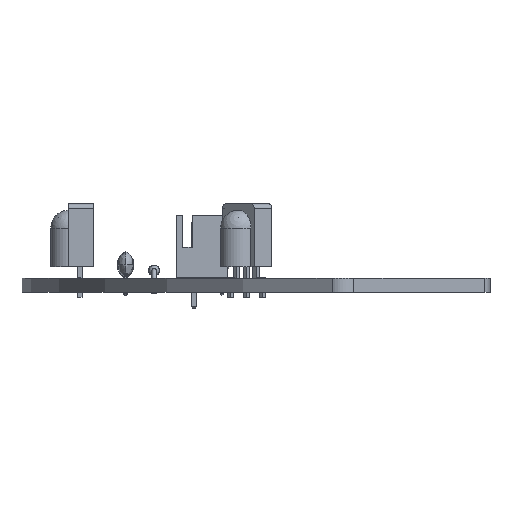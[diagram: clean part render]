
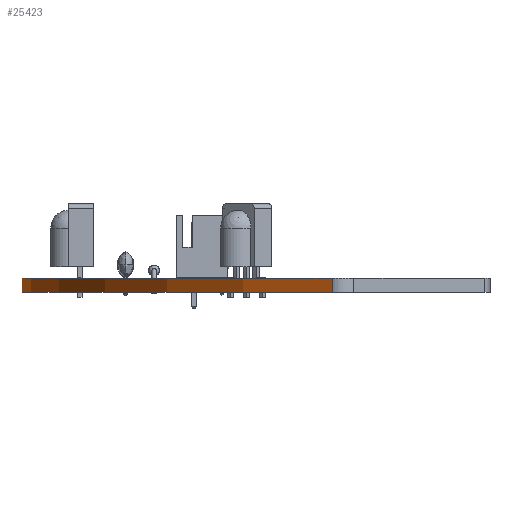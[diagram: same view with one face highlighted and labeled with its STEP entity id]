
A CAD part, left-side view. The second image highlights one B-rep face of the part: STEP entity #25423.
In plain terms, the highlighted cylindrical face has radius 70 mm (diameter 140 mm), a partial arc.
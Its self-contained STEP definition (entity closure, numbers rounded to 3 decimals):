
#23011 = PLANE('',#23012);
#23012 = AXIS2_PLACEMENT_3D('',#23013,#23014,#23015);
#23013 = CARTESIAN_POINT('',(0.,43.022,1.6));
#23014 = DIRECTION('',(0.,0.,1.));
#23015 = DIRECTION('',(1.,0.,-0.));
#23066 = PLANE('',#23067);
#23067 = AXIS2_PLACEMENT_3D('',#23068,#23069,#23070);
#23068 = CARTESIAN_POINT('',(0.,43.022,0.));
#23069 = DIRECTION('',(0.,0.,1.));
#23070 = DIRECTION('',(1.,0.,-0.));
#23121 = CYLINDRICAL_SURFACE('',#23122,2.);
#23122 = AXIS2_PLACEMENT_3D('',#23123,#23124,#23125);
#23123 = CARTESIAN_POINT('',(-58.708,34.313,0.));
#23124 = DIRECTION('',(-0.,-0.,-1.));
#23125 = DIRECTION('',(1.,0.,-0.));
#23290 = VERTEX_POINT('',#23291);
#23291 = CARTESIAN_POINT('',(60.435,35.322,0.));
#23306 = CYLINDRICAL_SURFACE('',#23307,2.);
#23307 = AXIS2_PLACEMENT_3D('',#23308,#23309,#23310);
#23308 = CARTESIAN_POINT('',(58.708,34.313,0.));
#23309 = DIRECTION('',(-0.,-0.,-1.));
#23310 = DIRECTION('',(1.,0.,-0.));
#23318 = EDGE_CURVE('',#23290,#23319,#23321,.T.);
#23319 = VERTEX_POINT('',#23320);
#23320 = CARTESIAN_POINT('',(-60.435,35.322,0.));
#23321 = SURFACE_CURVE('',#23322,(#23327,#23334),.PCURVE_S1.);
#23322 = CIRCLE('',#23323,70.);
#23323 = AXIS2_PLACEMENT_3D('',#23324,#23325,#23326);
#23324 = CARTESIAN_POINT('',(0.,0.,0.));
#23325 = DIRECTION('',(0.,0.,1.));
#23326 = DIRECTION('',(1.,0.,-0.));
#23327 = PCURVE('',#23066,#23328);
#23328 = DEFINITIONAL_REPRESENTATION('',(#23329),#23333);
#23329 = CIRCLE('',#23330,70.);
#23330 = AXIS2_PLACEMENT_2D('',#23331,#23332);
#23331 = CARTESIAN_POINT('',(0.,-43.022));
#23332 = DIRECTION('',(1.,0.));
#23333 = ( GEOMETRIC_REPRESENTATION_CONTEXT(2) 
PARAMETRIC_REPRESENTATION_CONTEXT() REPRESENTATION_CONTEXT('2D SPACE',''
  ) );
#23334 = PCURVE('',#23335,#23340);
#23335 = CYLINDRICAL_SURFACE('',#23336,70.);
#23336 = AXIS2_PLACEMENT_3D('',#23337,#23338,#23339);
#23337 = CARTESIAN_POINT('',(0.,0.,0.));
#23338 = DIRECTION('',(-0.,-0.,-1.));
#23339 = DIRECTION('',(1.,0.,-0.));
#23340 = DEFINITIONAL_REPRESENTATION('',(#23341),#23345);
#23341 = LINE('',#23342,#23343);
#23342 = CARTESIAN_POINT('',(-0.,0.));
#23343 = VECTOR('',#23344,1.);
#23344 = DIRECTION('',(-1.,0.));
#23345 = ( GEOMETRIC_REPRESENTATION_CONTEXT(2) 
PARAMETRIC_REPRESENTATION_CONTEXT() REPRESENTATION_CONTEXT('2D SPACE',''
  ) );
#24444 = VERTEX_POINT('',#24445);
#24445 = CARTESIAN_POINT('',(60.435,35.322,1.6));
#24467 = EDGE_CURVE('',#24444,#24468,#24470,.T.);
#24468 = VERTEX_POINT('',#24469);
#24469 = CARTESIAN_POINT('',(-60.435,35.322,1.6));
#24470 = SURFACE_CURVE('',#24471,(#24476,#24483),.PCURVE_S1.);
#24471 = CIRCLE('',#24472,70.);
#24472 = AXIS2_PLACEMENT_3D('',#24473,#24474,#24475);
#24473 = CARTESIAN_POINT('',(0.,0.,1.6));
#24474 = DIRECTION('',(0.,0.,1.));
#24475 = DIRECTION('',(1.,0.,-0.));
#24476 = PCURVE('',#23011,#24477);
#24477 = DEFINITIONAL_REPRESENTATION('',(#24478),#24482);
#24478 = CIRCLE('',#24479,70.);
#24479 = AXIS2_PLACEMENT_2D('',#24480,#24481);
#24480 = CARTESIAN_POINT('',(0.,-43.022));
#24481 = DIRECTION('',(1.,0.));
#24482 = ( GEOMETRIC_REPRESENTATION_CONTEXT(2) 
PARAMETRIC_REPRESENTATION_CONTEXT() REPRESENTATION_CONTEXT('2D SPACE',''
  ) );
#24483 = PCURVE('',#23335,#24484);
#24484 = DEFINITIONAL_REPRESENTATION('',(#24485),#24489);
#24485 = LINE('',#24486,#24487);
#24486 = CARTESIAN_POINT('',(-0.,-1.6));
#24487 = VECTOR('',#24488,1.);
#24488 = DIRECTION('',(-1.,0.));
#24489 = ( GEOMETRIC_REPRESENTATION_CONTEXT(2) 
PARAMETRIC_REPRESENTATION_CONTEXT() REPRESENTATION_CONTEXT('2D SPACE',''
  ) );
#25373 = EDGE_CURVE('',#23319,#24468,#25374,.T.);
#25374 = SURFACE_CURVE('',#25375,(#25379,#25386),.PCURVE_S1.);
#25375 = LINE('',#25376,#25377);
#25376 = CARTESIAN_POINT('',(-60.435,35.322,0.));
#25377 = VECTOR('',#25378,1.);
#25378 = DIRECTION('',(0.,0.,1.));
#25379 = PCURVE('',#23121,#25380);
#25380 = DEFINITIONAL_REPRESENTATION('',(#25381),#25385);
#25381 = LINE('',#25382,#25383);
#25382 = CARTESIAN_POINT('',(-2.613,0.));
#25383 = VECTOR('',#25384,1.);
#25384 = DIRECTION('',(-0.,-1.));
#25385 = ( GEOMETRIC_REPRESENTATION_CONTEXT(2) 
PARAMETRIC_REPRESENTATION_CONTEXT() REPRESENTATION_CONTEXT('2D SPACE',''
  ) );
#25386 = PCURVE('',#23335,#25387);
#25387 = DEFINITIONAL_REPRESENTATION('',(#25388),#25392);
#25388 = LINE('',#25389,#25390);
#25389 = CARTESIAN_POINT('',(-2.613,0.));
#25390 = VECTOR('',#25391,1.);
#25391 = DIRECTION('',(-0.,-1.));
#25392 = ( GEOMETRIC_REPRESENTATION_CONTEXT(2) 
PARAMETRIC_REPRESENTATION_CONTEXT() REPRESENTATION_CONTEXT('2D SPACE',''
  ) );
#25423 = ADVANCED_FACE('',(#25424),#23335,.T.);
#25424 = FACE_BOUND('',#25425,.F.);
#25425 = EDGE_LOOP('',(#25426,#25447,#25448,#25449));
#25426 = ORIENTED_EDGE('',*,*,#25427,.T.);
#25427 = EDGE_CURVE('',#23290,#24444,#25428,.T.);
#25428 = SURFACE_CURVE('',#25429,(#25433,#25440),.PCURVE_S1.);
#25429 = LINE('',#25430,#25431);
#25430 = CARTESIAN_POINT('',(60.435,35.322,0.));
#25431 = VECTOR('',#25432,1.);
#25432 = DIRECTION('',(0.,0.,1.));
#25433 = PCURVE('',#23335,#25434);
#25434 = DEFINITIONAL_REPRESENTATION('',(#25435),#25439);
#25435 = LINE('',#25436,#25437);
#25436 = CARTESIAN_POINT('',(-0.529,0.));
#25437 = VECTOR('',#25438,1.);
#25438 = DIRECTION('',(-0.,-1.));
#25439 = ( GEOMETRIC_REPRESENTATION_CONTEXT(2) 
PARAMETRIC_REPRESENTATION_CONTEXT() REPRESENTATION_CONTEXT('2D SPACE',''
  ) );
#25440 = PCURVE('',#23306,#25441);
#25441 = DEFINITIONAL_REPRESENTATION('',(#25442),#25446);
#25442 = LINE('',#25443,#25444);
#25443 = CARTESIAN_POINT('',(-6.812,0.));
#25444 = VECTOR('',#25445,1.);
#25445 = DIRECTION('',(-0.,-1.));
#25446 = ( GEOMETRIC_REPRESENTATION_CONTEXT(2) 
PARAMETRIC_REPRESENTATION_CONTEXT() REPRESENTATION_CONTEXT('2D SPACE',''
  ) );
#25447 = ORIENTED_EDGE('',*,*,#24467,.T.);
#25448 = ORIENTED_EDGE('',*,*,#25373,.F.);
#25449 = ORIENTED_EDGE('',*,*,#23318,.F.);
